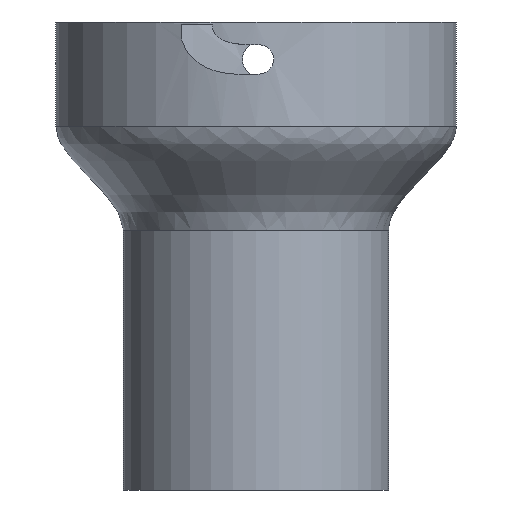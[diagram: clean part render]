
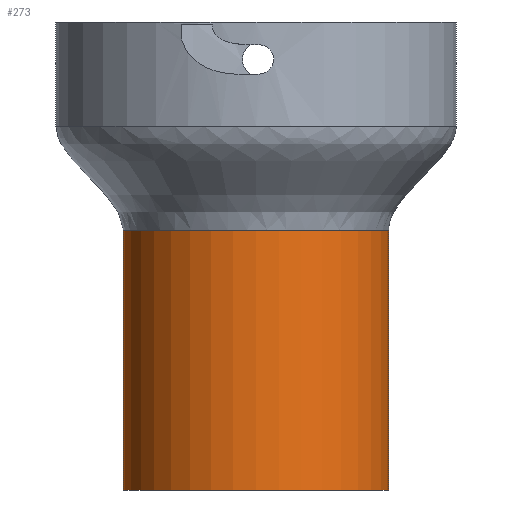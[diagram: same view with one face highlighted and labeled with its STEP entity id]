
A CAD part, front view. The second image highlights one B-rep face of the part: STEP entity #273.
In plain terms, the highlighted cylindrical face has radius 25.5 mm (diameter 51 mm), a full revolution.
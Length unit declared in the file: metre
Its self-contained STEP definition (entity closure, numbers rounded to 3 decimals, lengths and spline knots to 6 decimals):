
#28=CIRCLE('',#329,0.0255);
#29=CIRCLE('',#330,0.0255);
#38=CYLINDRICAL_SURFACE('',#328,0.0255);
#62=ORIENTED_EDGE('',*,*,#122,.T.);
#63=ORIENTED_EDGE('',*,*,#123,.F.);
#122=EDGE_CURVE('',#154,#154,#28,.T.);
#123=EDGE_CURVE('',#155,#155,#29,.T.);
#154=VERTEX_POINT('',#1171);
#155=VERTEX_POINT('',#1173);
#196=EDGE_LOOP('',(#62));
#197=EDGE_LOOP('',(#63));
#232=FACE_BOUND('',#196,.T.);
#233=FACE_BOUND('',#197,.T.);
#273=ADVANCED_FACE('',(#232,#233),#38,.T.);
#328=AXIS2_PLACEMENT_3D('',#1169,#362,#363);
#329=AXIS2_PLACEMENT_3D('',#1170,#364,#365);
#330=AXIS2_PLACEMENT_3D('',#1172,#366,#367);
#362=DIRECTION('',(0.,0.,1.));
#363=DIRECTION('',(1.,0.,0.));
#364=DIRECTION('',(0.,0.,1.));
#365=DIRECTION('',(1.,0.,0.));
#366=DIRECTION('',(0.,0.,1.));
#367=DIRECTION('',(1.,0.,0.));
#1169=CARTESIAN_POINT('',(0.010312,0.000322,-0.05));
#1170=CARTESIAN_POINT('',(0.010312,0.000322,-0.05));
#1171=CARTESIAN_POINT('',(0.035812,0.000322,-0.05));
#1172=CARTESIAN_POINT('',(0.010312,0.000322,0.));
#1173=CARTESIAN_POINT('',(0.035812,0.000322,0.));
